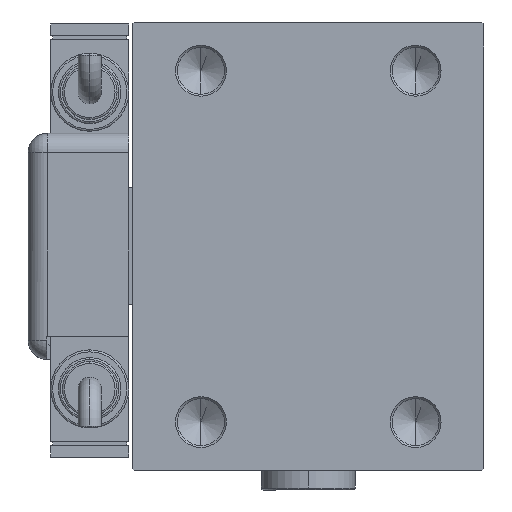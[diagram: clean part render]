
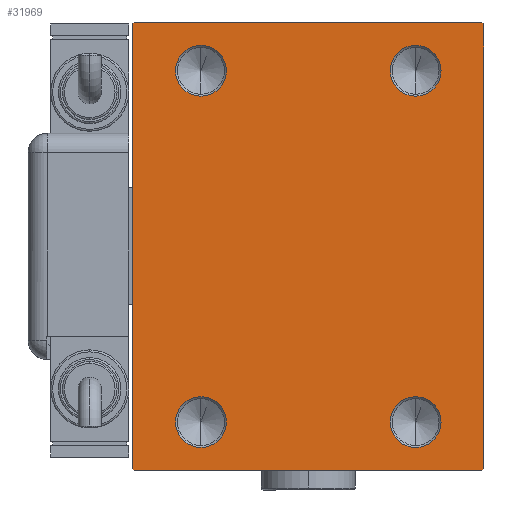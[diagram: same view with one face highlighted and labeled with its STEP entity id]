
A CAD part, left-side view. The second image highlights one B-rep face of the part: STEP entity #31969.
In plain terms, the highlighted face is planar.
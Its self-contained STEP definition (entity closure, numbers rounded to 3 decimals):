
#85 = DIRECTION ( 'NONE',  ( 1., 0., 0. ) ) ;
#356 = DIRECTION ( 'NONE',  ( 0., -1., 0. ) ) ;
#654 = CARTESIAN_POINT ( 'NONE',  ( 108., -44.5, -57.5 ) ) ;
#1795 = CARTESIAN_POINT ( 'NONE',  ( 108., 51., -51. ) ) ;
#1962 = DIRECTION ( 'NONE',  ( 0., 0., 1. ) ) ;
#2527 = ORIENTED_EDGE ( 'NONE', *, *, #41419, .T. ) ;
#2619 = CARTESIAN_POINT ( 'NONE',  ( 108., -44.5, 57.5 ) ) ;
#3008 = FACE_BOUND ( 'NONE', #39714, .T. ) ;
#3828 = EDGE_CURVE ( 'NONE', #54077, #8768, #13865, .T. ) ;
#4300 = ORIENTED_EDGE ( 'NONE', *, *, #50567, .F. ) ;
#5012 = EDGE_CURVE ( 'NONE', #27664, #54791, #57203, .T. ) ;
#5028 = EDGE_LOOP ( 'NONE', ( #43934, #2527, #42554, #34826, #48261, #8605, #59453, #57242 ) ) ;
#5344 = DIRECTION ( 'NONE',  ( 0., 0., -1. ) ) ;
#5574 = CARTESIAN_POINT ( 'NONE',  ( 108., -27.5, -38.5 ) ) ;
#5891 = CARTESIAN_POINT ( 'NONE',  ( 108., 27.5, 45. ) ) ;
#5896 = DIRECTION ( 'NONE',  ( 0., 0., -1. ) ) ;
#7057 = CIRCLE ( 'NONE', #31082, 6.5 ) ;
#7291 = EDGE_CURVE ( 'NONE', #54791, #27664, #7057, .T. ) ;
#8083 = VECTOR ( 'NONE', #43467, 1000. ) ;
#8372 = VECTOR ( 'NONE', #37523, 1000. ) ;
#8605 = ORIENTED_EDGE ( 'NONE', *, *, #49851, .T. ) ;
#8768 = VERTEX_POINT ( 'NONE', #2619 ) ;
#8950 = CARTESIAN_POINT ( 'NONE',  ( 108., 0., 0. ) ) ;
#9244 = AXIS2_PLACEMENT_3D ( 'NONE', #48319, #13305, #5344 ) ;
#9272 = CARTESIAN_POINT ( 'NONE',  ( 108., 44.5, -57.5 ) ) ;
#9369 = AXIS2_PLACEMENT_3D ( 'NONE', #26946, #25713, #59914 ) ;
#9449 = VECTOR ( 'NONE', #59831, 1000. ) ;
#9509 = DIRECTION ( 'NONE',  ( 0., 0., -1. ) ) ;
#10387 = EDGE_LOOP ( 'NONE', ( #32210, #49679 ) ) ;
#11429 = LINE ( 'NONE', #25842, #49228 ) ;
#11934 = EDGE_CURVE ( 'NONE', #18139, #40565, #23235, .T. ) ;
#12447 = VERTEX_POINT ( 'NONE', #36332 ) ;
#12998 = DIRECTION ( 'NONE',  ( 1., 0., 0. ) ) ;
#13049 = EDGE_CURVE ( 'NONE', #40565, #18139, #53341, .T. ) ;
#13305 = DIRECTION ( 'NONE',  ( 1., 0., 0. ) ) ;
#13658 = FACE_BOUND ( 'NONE', #39552, .T. ) ;
#13851 = DIRECTION ( 'NONE',  ( 0., 0., -1. ) ) ;
#13865 = LINE ( 'NONE', #43309, #20071 ) ;
#13901 = CARTESIAN_POINT ( 'NONE',  ( 108., -51., -51. ) ) ;
#15192 = VERTEX_POINT ( 'NONE', #51829 ) ;
#15246 = LINE ( 'NONE', #28732, #8083 ) ;
#15301 = VERTEX_POINT ( 'NONE', #43634 ) ;
#15536 = ORIENTED_EDGE ( 'NONE', *, *, #19240, .F. ) ;
#16297 = EDGE_CURVE ( 'NONE', #59147, #19414, #20528, .T. ) ;
#16670 = DIRECTION ( 'NONE',  ( 0., 0., -1. ) ) ;
#17657 = VERTEX_POINT ( 'NONE', #48753 ) ;
#18139 = VERTEX_POINT ( 'NONE', #45533 ) ;
#18559 = CIRCLE ( 'NONE', #48651, 6.5 ) ;
#18592 = CARTESIAN_POINT ( 'NONE',  ( 108., -27.5, 45. ) ) ;
#18614 = CARTESIAN_POINT ( 'NONE',  ( 108., 45., 57. ) ) ;
#18732 = CARTESIAN_POINT ( 'NONE',  ( 108., 27.5, -51.5 ) ) ;
#18768 = CARTESIAN_POINT ( 'NONE',  ( 108., 27.5, 45. ) ) ;
#19086 = CARTESIAN_POINT ( 'NONE',  ( 108., 27.5, -45. ) ) ;
#19240 = EDGE_CURVE ( 'NONE', #15301, #20193, #18559, .T. ) ;
#19330 = CIRCLE ( 'NONE', #9369, 6.5 ) ;
#19414 = VERTEX_POINT ( 'NONE', #49163 ) ;
#20071 = VECTOR ( 'NONE', #356, 1000. ) ;
#20193 = VERTEX_POINT ( 'NONE', #38060 ) ;
#20410 = DIRECTION ( 'NONE',  ( 0., 1., 0. ) ) ;
#20528 = CIRCLE ( 'NONE', #29516, 6.5 ) ;
#22893 = VERTEX_POINT ( 'NONE', #18614 ) ;
#23235 = CIRCLE ( 'NONE', #9244, 6.5 ) ;
#24679 = ORIENTED_EDGE ( 'NONE', *, *, #51677, .F. ) ;
#25046 = EDGE_CURVE ( 'NONE', #43517, #32890, #45187, .T. ) ;
#25332 = DIRECTION ( 'NONE',  ( 1., 0., 0. ) ) ;
#25427 = CARTESIAN_POINT ( 'NONE',  ( 108., -45., -57.5 ) ) ;
#25713 = DIRECTION ( 'NONE',  ( 1., 0., 0. ) ) ;
#25842 = CARTESIAN_POINT ( 'NONE',  ( 108., -51., 51. ) ) ;
#26390 = DIRECTION ( 'NONE',  ( 1., 0., 0. ) ) ;
#26946 = CARTESIAN_POINT ( 'NONE',  ( 108., -27.5, -45. ) ) ;
#27664 = VERTEX_POINT ( 'NONE', #18732 ) ;
#28113 = LINE ( 'NONE', #47239, #8372 ) ;
#28732 = CARTESIAN_POINT ( 'NONE',  ( 108., -45., 57.5 ) ) ;
#29516 = AXIS2_PLACEMENT_3D ( 'NONE', #40182, #26390, #16670 ) ;
#30488 = CARTESIAN_POINT ( 'NONE',  ( 108., 45., -57.5 ) ) ;
#31082 = AXIS2_PLACEMENT_3D ( 'NONE', #19086, #39444, #5896 ) ;
#31120 = LINE ( 'NONE', #30488, #61824 ) ;
#31533 = FACE_OUTER_BOUND ( 'NONE', #5028, .T. ) ;
#31969 = ADVANCED_FACE ( 'NONE', ( #3008, #13658, #60413, #32760, #31533 ), #61334, .T. ) ;
#32210 = ORIENTED_EDGE ( 'NONE', *, *, #7291, .F. ) ;
#32399 = CIRCLE ( 'NONE', #38397, 6.5 ) ;
#32760 = FACE_BOUND ( 'NONE', #10387, .T. ) ;
#32890 = VERTEX_POINT ( 'NONE', #9272 ) ;
#33676 = VECTOR ( 'NONE', #20410, 1000. ) ;
#34826 = ORIENTED_EDGE ( 'NONE', *, *, #57576, .T. ) ;
#36332 = CARTESIAN_POINT ( 'NONE',  ( 108., -45., 57. ) ) ;
#36792 = CARTESIAN_POINT ( 'NONE',  ( 108., 44.5, 57.5 ) ) ;
#37523 = DIRECTION ( 'NONE',  ( 0., -0.707, 0.707 ) ) ;
#37937 = AXIS2_PLACEMENT_3D ( 'NONE', #8950, #51915, #61026 ) ;
#38060 = CARTESIAN_POINT ( 'NONE',  ( 108., 27.5, 51.5 ) ) ;
#38152 = AXIS2_PLACEMENT_3D ( 'NONE', #41514, #12998, #61288 ) ;
#38390 = CARTESIAN_POINT ( 'NONE',  ( 108., -27.5, 38.5 ) ) ;
#38397 = AXIS2_PLACEMENT_3D ( 'NONE', #5891, #25332, #13851 ) ;
#38695 = EDGE_CURVE ( 'NONE', #12447, #17657, #15246, .T. ) ;
#39444 = DIRECTION ( 'NONE',  ( 1., 0., 0. ) ) ;
#39552 = EDGE_LOOP ( 'NONE', ( #44811, #44481 ) ) ;
#39714 = EDGE_LOOP ( 'NONE', ( #24679, #15536 ) ) ;
#40182 = CARTESIAN_POINT ( 'NONE',  ( 108., -27.5, -45. ) ) ;
#40538 = EDGE_LOOP ( 'NONE', ( #61399, #4300 ) ) ;
#40565 = VERTEX_POINT ( 'NONE', #38390 ) ;
#41419 = EDGE_CURVE ( 'NONE', #8768, #12447, #11429, .T. ) ;
#41514 = CARTESIAN_POINT ( 'NONE',  ( 108., 27.5, -45. ) ) ;
#42554 = ORIENTED_EDGE ( 'NONE', *, *, #38695, .T. ) ;
#43309 = CARTESIAN_POINT ( 'NONE',  ( 108., 45., 57.5 ) ) ;
#43467 = DIRECTION ( 'NONE',  ( 0., 0., -1. ) ) ;
#43517 = VERTEX_POINT ( 'NONE', #654 ) ;
#43634 = CARTESIAN_POINT ( 'NONE',  ( 108., 27.5, 38.5 ) ) ;
#43808 = CARTESIAN_POINT ( 'NONE',  ( 108., 27.5, -38.5 ) ) ;
#43934 = ORIENTED_EDGE ( 'NONE', *, *, #3828, .T. ) ;
#44481 = ORIENTED_EDGE ( 'NONE', *, *, #13049, .F. ) ;
#44811 = ORIENTED_EDGE ( 'NONE', *, *, #11934, .F. ) ;
#45187 = LINE ( 'NONE', #25427, #33676 ) ;
#45328 = AXIS2_PLACEMENT_3D ( 'NONE', #18592, #85, #9509 ) ;
#45533 = CARTESIAN_POINT ( 'NONE',  ( 108., -27.5, 51.5 ) ) ;
#47239 = CARTESIAN_POINT ( 'NONE',  ( 108., 51., 51. ) ) ;
#48243 = DIRECTION ( 'NONE',  ( 1., 0., 0. ) ) ;
#48261 = ORIENTED_EDGE ( 'NONE', *, *, #25046, .T. ) ;
#48319 = CARTESIAN_POINT ( 'NONE',  ( 108., -27.5, 45. ) ) ;
#48651 = AXIS2_PLACEMENT_3D ( 'NONE', #18768, #48243, #57355 ) ;
#48753 = CARTESIAN_POINT ( 'NONE',  ( 108., -45., -57. ) ) ;
#49163 = CARTESIAN_POINT ( 'NONE',  ( 108., -27.5, -51.5 ) ) ;
#49228 = VECTOR ( 'NONE', #53766, 1000. ) ;
#49679 = ORIENTED_EDGE ( 'NONE', *, *, #5012, .F. ) ;
#49851 = EDGE_CURVE ( 'NONE', #32890, #15192, #54183, .T. ) ;
#50567 = EDGE_CURVE ( 'NONE', #19414, #59147, #19330, .T. ) ;
#50629 = DIRECTION ( 'NONE',  ( 0., 0.707, -0.707 ) ) ;
#51677 = EDGE_CURVE ( 'NONE', #20193, #15301, #32399, .T. ) ;
#51829 = CARTESIAN_POINT ( 'NONE',  ( 108., 45., -57. ) ) ;
#51915 = DIRECTION ( 'NONE',  ( 1., 0., 0. ) ) ;
#51959 = EDGE_CURVE ( 'NONE', #22893, #54077, #28113, .T. ) ;
#53341 = CIRCLE ( 'NONE', #45328, 6.5 ) ;
#53766 = DIRECTION ( 'NONE',  ( 0., -0.707, -0.707 ) ) ;
#54077 = VERTEX_POINT ( 'NONE', #36792 ) ;
#54183 = LINE ( 'NONE', #1795, #9449 ) ;
#54791 = VERTEX_POINT ( 'NONE', #43808 ) ;
#55643 = LINE ( 'NONE', #13901, #59695 ) ;
#57203 = CIRCLE ( 'NONE', #38152, 6.5 ) ;
#57242 = ORIENTED_EDGE ( 'NONE', *, *, #51959, .T. ) ;
#57355 = DIRECTION ( 'NONE',  ( 0., 0., -1. ) ) ;
#57576 = EDGE_CURVE ( 'NONE', #17657, #43517, #55643, .T. ) ;
#59147 = VERTEX_POINT ( 'NONE', #5574 ) ;
#59453 = ORIENTED_EDGE ( 'NONE', *, *, #59996, .T. ) ;
#59695 = VECTOR ( 'NONE', #50629, 1000. ) ;
#59831 = DIRECTION ( 'NONE',  ( 0., 0.707, 0.707 ) ) ;
#59914 = DIRECTION ( 'NONE',  ( 0., 0., -1. ) ) ;
#59996 = EDGE_CURVE ( 'NONE', #15192, #22893, #31120, .T. ) ;
#60413 = FACE_BOUND ( 'NONE', #40538, .T. ) ;
#61026 = DIRECTION ( 'NONE',  ( 0., 0., -1. ) ) ;
#61288 = DIRECTION ( 'NONE',  ( 0., 0., -1. ) ) ;
#61334 = PLANE ( 'NONE',  #37937 ) ;
#61399 = ORIENTED_EDGE ( 'NONE', *, *, #16297, .F. ) ;
#61824 = VECTOR ( 'NONE', #1962, 1000. ) ;
